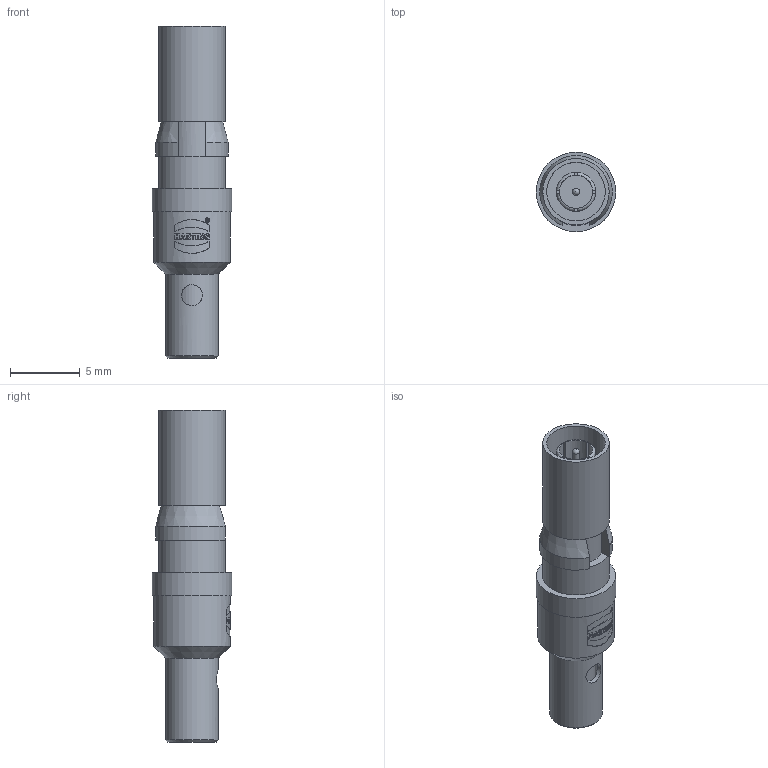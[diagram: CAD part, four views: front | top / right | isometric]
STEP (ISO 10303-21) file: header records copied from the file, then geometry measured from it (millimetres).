
FILE_DESCRIPTION(/* description */ (''),/* implementation_level */ '2;1');
FILE_NAME(/* name */ '100580579ugm000_b.stp',/* time_stamp */ '2017-10-25T15:54:31+02:00',/* author */ (''),/* organization */ (''),/* preprocessor_version */ 'ST-DEVELOPER v16',/* originating_system */ 'SIEMENS PLM Software NX 10.0',/* authorisation */ '');
FILE_SCHEMA (('AUTOMOTIVE_DESIGN { 1 0 10303 214 3 1 1 1 }'));
Length unit declared in the file: millimetre
Products named in the file (1): 100580579ugm000_b
Bounding box: 5.7 x 5.7 x 23.8 mm (x, y, z)
Volume: 209.9 mm3; surface area: 861.8 mm2
Topology: 1 solids, 1 shells, 167 faces, 506 edges, 450 vertices
Faces by surface type: plane 108, cylinder 45, cone 7, bspline 4, extrusion 2, sphere 1
Full cylindrical faces by diameter (mm): 0.275 x1, 0.325 x1, 0.5 x1, 0.6 x1, 1 x1, 1.5 x1, 1.7 x1, 2.4 x1, 2.7 x1, 2.8 x1, 3.2 x1, 3.7 x1, 3.8 x1, 4.2 x1, 4.3 x1, 4.75 x1, 4.8 x1, 5.5 x1, 5.7 x1
Entity records: 7755 total; most frequent: CARTESIAN_POINT 1884, DIRECTION 922, ORIENTED_EDGE 784, EDGE_CURVE 392, AXIS2_PLACEMENT_3D 324, VERTEX_POINT 274, VECTOR 274, LINE 272
